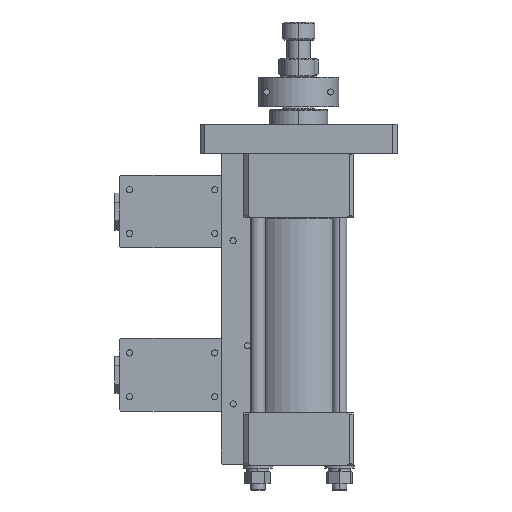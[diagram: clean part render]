
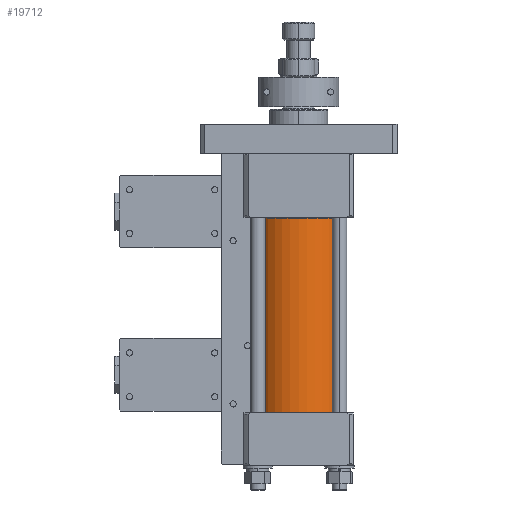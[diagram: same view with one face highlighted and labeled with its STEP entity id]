
A CAD part, front view. The second image highlights one B-rep face of the part: STEP entity #19712.
In plain terms, the highlighted cylindrical face has radius 32.5 mm (diameter 65 mm), a partial arc.
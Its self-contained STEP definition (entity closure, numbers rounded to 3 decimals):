
#1974 = LINE ( 'NONE', #2033, #2032 ) ;
#1975 = CARTESIAN_POINT ( 'NONE',  ( -0.5, 0., -32.5 ) ) ;
#1976 = CARTESIAN_POINT ( 'NONE',  ( -0.5, 0., 32.5 ) ) ;
#1977 = DIRECTION ( 'NONE',  ( 0., 0., 1. ) ) ;
#1978 = DIRECTION ( 'NONE',  ( -1., 0., 0. ) ) ;
#1979 = CARTESIAN_POINT ( 'NONE',  ( -0.5, 0., 0. ) ) ;
#1980 = AXIS2_PLACEMENT_3D ( 'NONE', #1979, #1978, #1977 ) ;
#1981 = DIRECTION ( 'NONE',  ( 0., 0., 1. ) ) ;
#1982 = DIRECTION ( 'NONE',  ( -1., 0., 0. ) ) ;
#1983 = AXIS2_PLACEMENT_3D ( 'NONE', #1990, #1982, #1981 ) ;
#1984 = CYLINDRICAL_SURFACE ( 'NONE', #1983, 32.5 ) ;
#1985 = CIRCLE ( 'NONE', #1980, 32.5 ) ;
#1990 = CARTESIAN_POINT ( 'NONE',  ( -154., 0., 0. ) ) ;
#1991 = FACE_OUTER_BOUND ( 'NONE', #19713, .T. ) ;
#2027 = DIRECTION ( 'NONE',  ( -1., 0., 0. ) ) ;
#2028 = VECTOR ( 'NONE', #2027, 1000. ) ;
#2029 = CARTESIAN_POINT ( 'NONE',  ( -154., 0., 32.5 ) ) ;
#2030 = LINE ( 'NONE', #2029, #2028 ) ;
#2031 = DIRECTION ( 'NONE',  ( -1., 0., 0. ) ) ;
#2032 = VECTOR ( 'NONE', #2031, 1000. ) ;
#2033 = CARTESIAN_POINT ( 'NONE',  ( -154., 0., -32.5 ) ) ;
#2055 = CARTESIAN_POINT ( 'NONE',  ( -133.5, 0., -32.5 ) ) ;
#2056 = DIRECTION ( 'NONE',  ( 0., 0., 1. ) ) ;
#2057 = DIRECTION ( 'NONE',  ( -1., 0., 0. ) ) ;
#2058 = CARTESIAN_POINT ( 'NONE',  ( -133.5, 0., 0. ) ) ;
#2059 = AXIS2_PLACEMENT_3D ( 'NONE', #2058, #2057, #2056 ) ;
#2060 = CIRCLE ( 'NONE', #2059, 32.5 ) ;
#2061 = CARTESIAN_POINT ( 'NONE',  ( -133.5, 0., 32.5 ) ) ;
#19712 = ADVANCED_FACE ( '��4', ( #1991 ), #1984, .T. ) ;
#19713 = EDGE_LOOP ( 'NONE', ( #19714, #19718, #19720, #19721 ) ) ;
#19714 = ORIENTED_EDGE ( 'NONE', *, *, #19715, .T. ) ;
#19715 = EDGE_CURVE ( '����6', #19716, #19717, #1985, .T. ) ;
#19716 = VERTEX_POINT ( 'NONE', #1976 ) ;
#19717 = VERTEX_POINT ( 'NONE', #1975 ) ;
#19718 = ORIENTED_EDGE ( 'NONE', *, *, #19719, .T. ) ;
#19719 = EDGE_CURVE ( 'NONE', #19717, #19738, #1974, .T. ) ;
#19720 = ORIENTED_EDGE ( 'NONE', *, *, #19737, .F. ) ;
#19721 = ORIENTED_EDGE ( 'NONE', *, *, #19722, .F. ) ;
#19722 = EDGE_CURVE ( 'NONE', #19716, #19735, #2030, .T. ) ;
#19735 = VERTEX_POINT ( 'NONE', #2061 ) ;
#19737 = EDGE_CURVE ( '����8', #19735, #19738, #2060, .T. ) ;
#19738 = VERTEX_POINT ( 'NONE', #2055 ) ;
